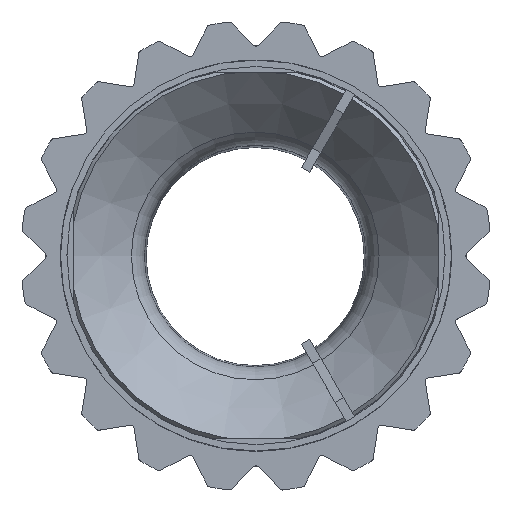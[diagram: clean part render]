
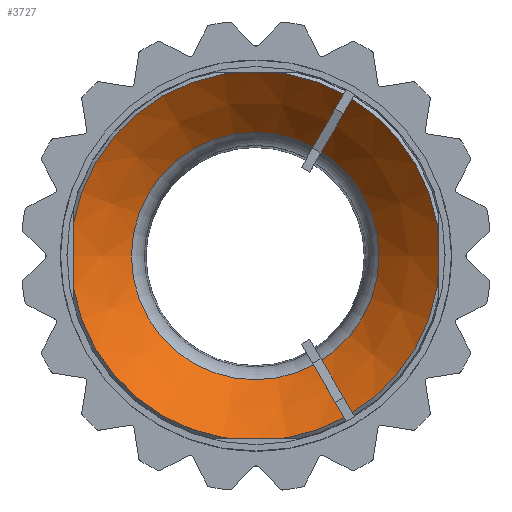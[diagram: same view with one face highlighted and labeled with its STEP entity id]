
A CAD part, top view. The second image highlights one B-rep face of the part: STEP entity #3727.
In plain terms, the highlighted conical face has half-angle 45 degrees and reference radius 481.26 mm.
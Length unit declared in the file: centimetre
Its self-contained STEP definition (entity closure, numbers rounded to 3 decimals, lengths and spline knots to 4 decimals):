
#129=CIRCLE('',#3942,38.6333);
#131=CIRCLE('',#3944,38.6333);
#132=CIRCLE('',#3946,57.6186);
#374=CONICAL_SURFACE('',#3945,48.126,0.785);
#423=FACE_OUTER_BOUND('',#628,.T.);
#628=EDGE_LOOP('',(#2598,#2599,#2600,#2601,#2602));
#887=LINE('',#5769,#1219);
#1219=VECTOR('',#4514,48.126);
#1529=VERTEX_POINT('',#5762);
#1530=VERTEX_POINT('',#5763);
#1531=VERTEX_POINT('',#5768);
#1937=EDGE_CURVE('',#1529,#1530,#129,.T.);
#1939=EDGE_CURVE('',#1530,#1529,#131,.T.);
#1940=EDGE_CURVE('',#1530,#1531,#887,.T.);
#1941=EDGE_CURVE('',#1531,#1531,#132,.T.);
#2598=ORIENTED_EDGE('',*,*,#1937,.T.);
#2599=ORIENTED_EDGE('',*,*,#1940,.T.);
#2600=ORIENTED_EDGE('',*,*,#1941,.F.);
#2601=ORIENTED_EDGE('',*,*,#1940,.F.);
#2602=ORIENTED_EDGE('',*,*,#1939,.T.);
#3727=ADVANCED_FACE('',(#423),#374,.F.);
#3942=AXIS2_PLACEMENT_3D('',#5764,#4506,#4507);
#3944=AXIS2_PLACEMENT_3D('',#5766,#4510,#4511);
#3945=AXIS2_PLACEMENT_3D('',#5767,#4512,#4513);
#3946=AXIS2_PLACEMENT_3D('',#5770,#4515,#4516);
#4506=DIRECTION('center_axis',(0.,0.,-1.));
#4507=DIRECTION('ref_axis',(1.,0.,0.));
#4510=DIRECTION('center_axis',(0.,0.,-1.));
#4511=DIRECTION('ref_axis',(1.,0.,0.));
#4512=DIRECTION('center_axis',(0.,0.,1.));
#4513=DIRECTION('ref_axis',(-1.,0.,0.));
#4514=DIRECTION('',(0.707,0.,0.707));
#4515=DIRECTION('center_axis',(0.,0.,-1.));
#4516=DIRECTION('ref_axis',(1.,0.,0.));
#5762=CARTESIAN_POINT('',(-0.25,-38.6333,101.0147));
#5763=CARTESIAN_POINT('',(38.3833,0.,101.0147));
#5764=CARTESIAN_POINT('Origin',(-0.25,0.,101.0147));
#5766=CARTESIAN_POINT('Origin',(-0.25,0.,101.0147));
#5767=CARTESIAN_POINT('Origin',(-0.25,0.,110.5074));
#5768=CARTESIAN_POINT('',(57.3686,0.,120.));
#5769=CARTESIAN_POINT('',(47.876,0.,110.5074));
#5770=CARTESIAN_POINT('Origin',(-0.25,0.,120.));
